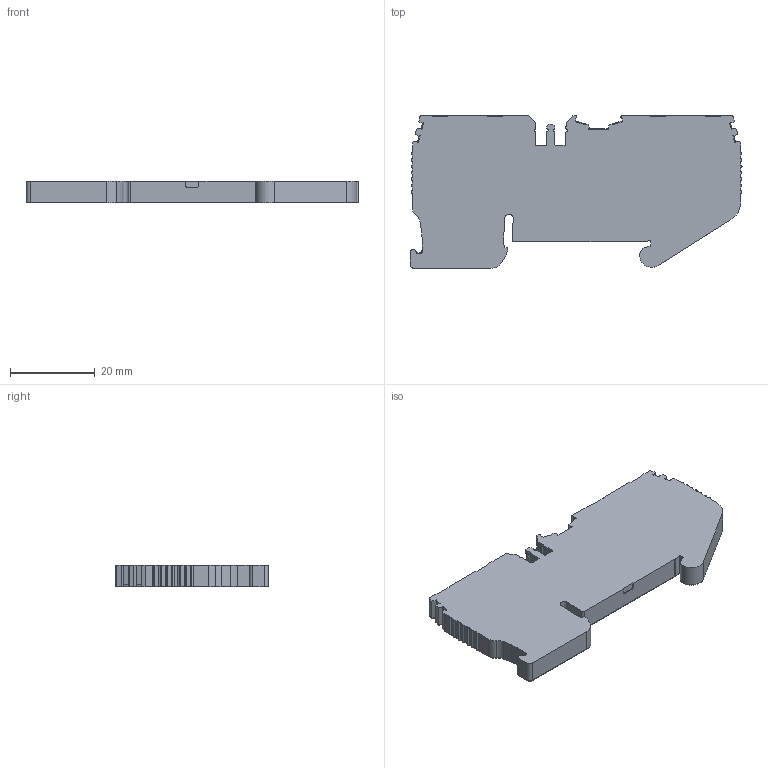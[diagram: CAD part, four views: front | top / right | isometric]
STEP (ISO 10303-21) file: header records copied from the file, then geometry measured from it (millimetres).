
FILE_DESCRIPTION (( 'STEP AP203' ), '1' );
FILE_NAME ('KN-P25C-2-2NC-25.step', '2025-04-29T14:06:25', ( '' ), ( '' ), 'SwSTEP 2.0', 'SolidWorks 2024', '' );
FILE_SCHEMA (( 'CONFIG_CONTROL_DESIGN' ));
Length unit declared in the file: millimetre
Products named in the file (1): KN-P25C-2-2NC-25
Bounding box: 78.36 x 36.07 x 5.15 mm (x, y, z)
Volume: 11971.5 mm3; surface area: 6217.7 mm2
Topology: 1 solids, 1 shells, 739 faces, 2116 edges, 1381 vertices
Faces by surface type: plane 381, cylinder 291, bspline 51, torus 8, cone 8
Entity records: 24930 total; most frequent: CARTESIAN_POINT 5638, ORIENTED_EDGE 4200, DIRECTION 3904, EDGE_CURVE 2100, VERTEX_POINT 1381, LINE 1348, VECTOR 1348, AXIS2_PLACEMENT_3D 1278
